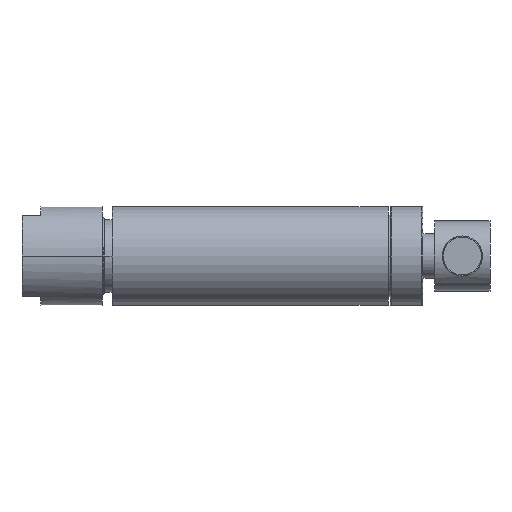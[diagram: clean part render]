
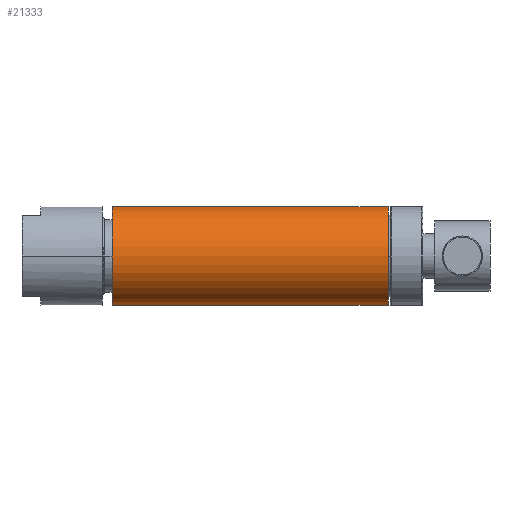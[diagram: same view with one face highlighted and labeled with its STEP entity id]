
A CAD part, front view. The second image highlights one B-rep face of the part: STEP entity #21333.
In plain terms, the highlighted cylindrical face has radius 12.7 mm (diameter 25.4 mm), a partial arc.
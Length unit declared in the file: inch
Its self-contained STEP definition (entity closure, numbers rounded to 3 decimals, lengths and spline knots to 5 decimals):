
#17261=CARTESIAN_POINT('',(-2.05,0.,0.));
#17262=DIRECTION('',(-1.,0.,0.));
#17263=DIRECTION('',(0.,0.,-1.));
#17264=AXIS2_PLACEMENT_3D('',#17261,#17262,#17263);
#17281=DIRECTION('',(1.,0.,0.));
#17282=VECTOR('',#17281,0.75);
#17283=CARTESIAN_POINT('',(0.,0.,-0.5));
#17284=LINE('',#17283,#17282);
#17285=DIRECTION('',(-1.,0.,0.));
#17286=VECTOR('',#17285,0.75);
#17287=CARTESIAN_POINT('',(0.75,0.,0.5));
#17288=LINE('',#17287,#17286);
#17313=CARTESIAN_POINT('',(0.75,0.,0.));
#17314=DIRECTION('',(1.,0.,0.));
#17315=DIRECTION('',(0.,0.,1.));
#17316=AXIS2_PLACEMENT_3D('',#17313,#17314,#17315);
#20365=DIRECTION('',(1.,0.,0.));
#20366=VECTOR('',#20365,2.05);
#20367=CARTESIAN_POINT('',(-2.05,0.,-0.5));
#20368=LINE('',#20367,#20366);
#20393=DIRECTION('',(-1.,0.,0.));
#20394=VECTOR('',#20393,2.05);
#20395=CARTESIAN_POINT('',(0.,0.,0.5));
#20396=LINE('',#20395,#20394);
#21101=CARTESIAN_POINT('',(-2.05,0.,-0.5));
#21102=CARTESIAN_POINT('',(-2.05,0.,0.5));
#21103=VERTEX_POINT('',#21101);
#21104=VERTEX_POINT('',#21102);
#21109=CARTESIAN_POINT('',(0.,0.,-0.5));
#21110=CARTESIAN_POINT('',(0.75,0.,-0.5));
#21111=VERTEX_POINT('',#21109);
#21112=VERTEX_POINT('',#21110);
#21113=CARTESIAN_POINT('',(0.,0.,0.5));
#21114=VERTEX_POINT('',#21113);
#21115=CARTESIAN_POINT('',(0.75,0.,0.5));
#21116=VERTEX_POINT('',#21115);
#21315=CARTESIAN_POINT('',(-2.106,0.,0.));
#21316=DIRECTION('',(1.,0.,0.));
#21317=DIRECTION('',(0.,0.,-1.));
#21318=AXIS2_PLACEMENT_3D('',#21315,#21316,#21317);
#21319=CYLINDRICAL_SURFACE('',#21318,0.5);
#21321=ORIENTED_EDGE('',*,*,#21320,.F.);
#21323=ORIENTED_EDGE('',*,*,#21322,.F.);
#21324=ORIENTED_EDGE('',*,*,#21302,.T.);
#21326=ORIENTED_EDGE('',*,*,#21325,.F.);
#21328=ORIENTED_EDGE('',*,*,#21327,.F.);
#21330=ORIENTED_EDGE('',*,*,#21329,.T.);
#21331=EDGE_LOOP('',(#21321,#21323,#21324,#21326,#21328,#21330));
#21332=FACE_OUTER_BOUND('',#21331,.F.);
#21333=ADVANCED_FACE('',(#21332),#21319,.T.);
#17265=CIRCLE('',#17264,0.5);
#17317=CIRCLE('',#17316,0.5);
#21302=EDGE_CURVE('',#21103,#21104,#17265,.T.);
#21320=EDGE_CURVE('',#21111,#21112,#17284,.T.);
#21322=EDGE_CURVE('',#21103,#21111,#20368,.T.);
#21325=EDGE_CURVE('',#21114,#21104,#20396,.T.);
#21327=EDGE_CURVE('',#21116,#21114,#17288,.T.);
#21329=EDGE_CURVE('',#21116,#21112,#17317,.T.);
